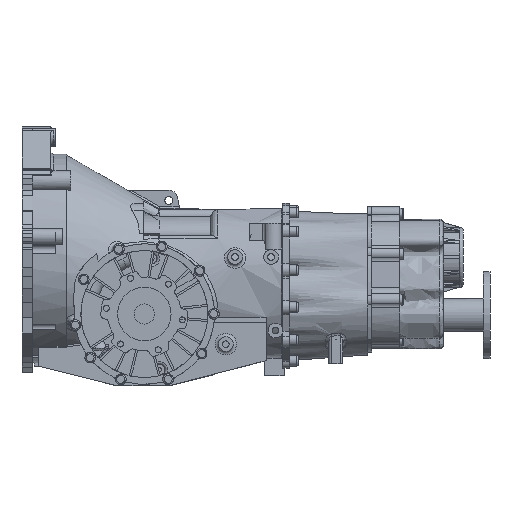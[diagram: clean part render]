
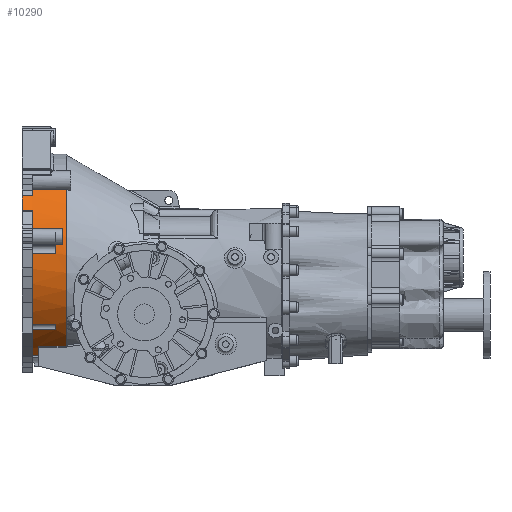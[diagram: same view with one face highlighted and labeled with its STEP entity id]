
A CAD part, left-side view. The second image highlights one B-rep face of the part: STEP entity #10290.
In plain terms, the highlighted cylindrical face has radius 156.153 mm (diameter 312.307 mm), a partial arc.
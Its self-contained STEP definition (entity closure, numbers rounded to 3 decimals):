
#7671 = VERTEX_POINT('',#7672);
#7672 = CARTESIAN_POINT('',(-116.99,-15.,103.427));
#7679 = EDGE_CURVE('',#7680,#7671,#7682,.T.);
#7680 = VERTEX_POINT('',#7681);
#7681 = CARTESIAN_POINT('',(-116.99,-66.,103.427));
#7682 = LINE('',#7683,#7684);
#7683 = CARTESIAN_POINT('',(-116.99,-66.,103.427));
#7684 = VECTOR('',#7685,1.);
#7685 = DIRECTION('',(0.,1.,0.));
#7998 = EDGE_CURVE('',#7999,#8001,#8003,.T.);
#7999 = VERTEX_POINT('',#8000);
#8000 = CARTESIAN_POINT('',(-138.966,0.,
    71.221));
#8001 = VERTEX_POINT('',#8002);
#8002 = CARTESIAN_POINT('',(-124.445,0.,
    94.326));
#8003 = CIRCLE('',#8004,156.153);
#8004 = AXIS2_PLACEMENT_3D('',#8005,#8006,#8007);
#8005 = CARTESIAN_POINT('',(0.,0.,0.));
#8006 = DIRECTION('',(0.,1.,0.));
#8007 = DIRECTION('',(-0.89,0.,0.456)
  );
#10272 = VERTEX_POINT('',#10273);
#10273 = CARTESIAN_POINT('',(-124.445,-15.,94.326));
#10279 = EDGE_CURVE('',#10272,#7671,#10280,.T.);
#10280 = CIRCLE('',#10281,156.153);
#10281 = AXIS2_PLACEMENT_3D('',#10282,#10283,#10284);
#10282 = CARTESIAN_POINT('',(0.,-15.,0.));
#10283 = DIRECTION('',(0.,1.,0.));
#10284 = DIRECTION('',(-0.797,0.,0.604
    ));
#10290 = ADVANCED_FACE('',(#10291),#10487,.T.);
#10291 = FACE_BOUND('',#10292,.T.);
#10292 = EDGE_LOOP('',(#10293,#10303,#10312,#10320,#10329,#10337,#10346,
    #10354,#10363,#10371,#10380,#10388,#10397,#10405,#10414,#10422,
    #10429,#10430,#10431,#10437,#10438,#10446,#10455,#10463,#10472,
    #10480));
#10293 = ORIENTED_EDGE('',*,*,#10294,.F.);
#10294 = EDGE_CURVE('',#10295,#10297,#10299,.T.);
#10295 = VERTEX_POINT('',#10296);
#10296 = CARTESIAN_POINT('',(-154.936,-50.,19.459));
#10297 = VERTEX_POINT('',#10298);
#10298 = CARTESIAN_POINT('',(-154.936,-15.,19.459));
#10299 = LINE('',#10300,#10301);
#10300 = CARTESIAN_POINT('',(-154.936,-50.,19.459));
#10301 = VECTOR('',#10302,1.);
#10302 = DIRECTION('',(0.,1.,0.));
#10303 = ORIENTED_EDGE('',*,*,#10304,.F.);
#10304 = EDGE_CURVE('',#10305,#10295,#10307,.T.);
#10305 = VERTEX_POINT('',#10306);
#10306 = CARTESIAN_POINT('',(-155.994,-50.,7.052));
#10307 = CIRCLE('',#10308,156.153);
#10308 = AXIS2_PLACEMENT_3D('',#10309,#10310,#10311);
#10309 = CARTESIAN_POINT('',(0.,-50.,0.));
#10310 = DIRECTION('',(0.,1.,0.));
#10311 = DIRECTION('',(-0.999,0.,
    0.045));
#10312 = ORIENTED_EDGE('',*,*,#10313,.T.);
#10313 = EDGE_CURVE('',#10305,#10314,#10316,.T.);
#10314 = VERTEX_POINT('',#10315);
#10315 = CARTESIAN_POINT('',(-155.994,-15.,7.052));
#10316 = LINE('',#10317,#10318);
#10317 = CARTESIAN_POINT('',(-155.994,-50.,7.052));
#10318 = VECTOR('',#10319,1.);
#10319 = DIRECTION('',(0.,1.,0.));
#10320 = ORIENTED_EDGE('',*,*,#10321,.F.);
#10321 = EDGE_CURVE('',#10322,#10314,#10324,.T.);
#10322 = VERTEX_POINT('',#10323);
#10323 = CARTESIAN_POINT('',(-121.222,-15.,-98.432));
#10324 = CIRCLE('',#10325,156.153);
#10325 = AXIS2_PLACEMENT_3D('',#10326,#10327,#10328);
#10326 = CARTESIAN_POINT('',(0.,-15.,0.));
#10327 = DIRECTION('',(0.,1.,0.));
#10328 = DIRECTION('',(-0.776,0.,
    -0.63));
#10329 = ORIENTED_EDGE('',*,*,#10330,.F.);
#10330 = EDGE_CURVE('',#10331,#10322,#10333,.T.);
#10331 = VERTEX_POINT('',#10332);
#10332 = CARTESIAN_POINT('',(-121.222,-50.,-98.432));
#10333 = LINE('',#10334,#10335);
#10334 = CARTESIAN_POINT('',(-121.222,-50.,-98.432));
#10335 = VECTOR('',#10336,1.);
#10336 = DIRECTION('',(0.,1.,0.));
#10337 = ORIENTED_EDGE('',*,*,#10338,.F.);
#10338 = EDGE_CURVE('',#10339,#10331,#10341,.T.);
#10339 = VERTEX_POINT('',#10340);
#10340 = CARTESIAN_POINT('',(-114.106,-50.,-106.6));
#10341 = CIRCLE('',#10342,156.153);
#10342 = AXIS2_PLACEMENT_3D('',#10343,#10344,#10345);
#10343 = CARTESIAN_POINT('',(0.,-50.,0.));
#10344 = DIRECTION('',(0.,1.,0.));
#10345 = DIRECTION('',(-0.731,0.,-0.683
    ));
#10346 = ORIENTED_EDGE('',*,*,#10347,.T.);
#10347 = EDGE_CURVE('',#10339,#10348,#10350,.T.);
#10348 = VERTEX_POINT('',#10349);
#10349 = CARTESIAN_POINT('',(-114.106,-15.,-106.6));
#10350 = LINE('',#10351,#10352);
#10351 = CARTESIAN_POINT('',(-114.106,-50.,-106.6));
#10352 = VECTOR('',#10353,1.);
#10353 = DIRECTION('',(0.,1.,0.));
#10354 = ORIENTED_EDGE('',*,*,#10355,.F.);
#10355 = EDGE_CURVE('',#10356,#10348,#10358,.T.);
#10356 = VERTEX_POINT('',#10357);
#10357 = CARTESIAN_POINT('',(-59.618,-15.,-144.325));
#10358 = CIRCLE('',#10359,156.153);
#10359 = AXIS2_PLACEMENT_3D('',#10360,#10361,#10362);
#10360 = CARTESIAN_POINT('',(0.,-15.,0.));
#10361 = DIRECTION('',(0.,1.,0.));
#10362 = DIRECTION('',(-0.382,0.,
    -0.924));
#10363 = ORIENTED_EDGE('',*,*,#10364,.F.);
#10364 = EDGE_CURVE('',#10365,#10356,#10367,.T.);
#10365 = VERTEX_POINT('',#10366);
#10366 = CARTESIAN_POINT('',(-59.618,-50.,-144.325));
#10367 = LINE('',#10368,#10369);
#10368 = CARTESIAN_POINT('',(-59.618,-50.,-144.325));
#10369 = VECTOR('',#10370,1.);
#10370 = DIRECTION('',(0.,1.,0.));
#10371 = ORIENTED_EDGE('',*,*,#10372,.F.);
#10372 = EDGE_CURVE('',#10373,#10365,#10375,.T.);
#10373 = VERTEX_POINT('',#10374);
#10374 = CARTESIAN_POINT('',(-55.805,-50.,-145.841));
#10375 = CIRCLE('',#10376,156.153);
#10376 = AXIS2_PLACEMENT_3D('',#10377,#10378,#10379);
#10377 = CARTESIAN_POINT('',(0.,-50.,0.));
#10378 = DIRECTION('',(0.,1.,0.));
#10379 = DIRECTION('',(-0.357,0.,-0.934)
  );
#10380 = ORIENTED_EDGE('',*,*,#10381,.F.);
#10381 = EDGE_CURVE('',#10382,#10373,#10384,.T.);
#10382 = VERTEX_POINT('',#10383);
#10383 = CARTESIAN_POINT('',(-55.805,-66.,-145.841));
#10384 = LINE('',#10385,#10386);
#10385 = CARTESIAN_POINT('',(-55.805,-66.,-145.841));
#10386 = VECTOR('',#10387,1.);
#10387 = DIRECTION('',(0.,1.,0.));
#10388 = ORIENTED_EDGE('',*,*,#10389,.T.);
#10389 = EDGE_CURVE('',#10382,#10390,#10392,.T.);
#10390 = VERTEX_POINT('',#10391);
#10391 = CARTESIAN_POINT('',(-80.805,-66.,-133.62));
#10392 = CIRCLE('',#10393,156.153);
#10393 = AXIS2_PLACEMENT_3D('',#10394,#10395,#10396);
#10394 = CARTESIAN_POINT('',(0.,-66.,0.));
#10395 = DIRECTION('',(0.,1.,0.));
#10396 = DIRECTION('',(-0.357,0.,-0.934)
  );
#10397 = ORIENTED_EDGE('',*,*,#10398,.T.);
#10398 = EDGE_CURVE('',#10390,#10399,#10401,.T.);
#10399 = VERTEX_POINT('',#10400);
#10400 = CARTESIAN_POINT('',(-80.805,-25.,-133.62));
#10401 = LINE('',#10402,#10403);
#10402 = CARTESIAN_POINT('',(-80.805,-66.,-133.62));
#10403 = VECTOR('',#10404,1.);
#10404 = DIRECTION('',(0.,1.,0.));
#10405 = ORIENTED_EDGE('',*,*,#10406,.T.);
#10406 = EDGE_CURVE('',#10399,#10407,#10409,.T.);
#10407 = VERTEX_POINT('',#10408);
#10408 = CARTESIAN_POINT('',(-84.805,-25.,-131.118));
#10409 = CIRCLE('',#10410,156.153);
#10410 = AXIS2_PLACEMENT_3D('',#10411,#10412,#10413);
#10411 = CARTESIAN_POINT('',(0.,-25.,0.));
#10412 = DIRECTION('',(0.,1.,0.));
#10413 = DIRECTION('',(-0.517,0.,-0.856));
#10414 = ORIENTED_EDGE('',*,*,#10415,.F.);
#10415 = EDGE_CURVE('',#10416,#10407,#10418,.T.);
#10416 = VERTEX_POINT('',#10417);
#10417 = CARTESIAN_POINT('',(-84.805,-66.,-131.118));
#10418 = LINE('',#10419,#10420);
#10419 = CARTESIAN_POINT('',(-84.805,-66.,-131.118));
#10420 = VECTOR('',#10421,1.);
#10421 = DIRECTION('',(0.,1.,0.));
#10422 = ORIENTED_EDGE('',*,*,#10423,.T.);
#10423 = EDGE_CURVE('',#10416,#7680,#10424,.T.);
#10424 = CIRCLE('',#10425,156.153);
#10425 = AXIS2_PLACEMENT_3D('',#10426,#10427,#10428);
#10426 = CARTESIAN_POINT('',(0.,-66.,0.));
#10427 = DIRECTION('',(0.,1.,0.));
#10428 = DIRECTION('',(-0.543,0.,-0.84)
  );
#10429 = ORIENTED_EDGE('',*,*,#7679,.T.);
#10430 = ORIENTED_EDGE('',*,*,#10279,.F.);
#10431 = ORIENTED_EDGE('',*,*,#10432,.T.);
#10432 = EDGE_CURVE('',#10272,#8001,#10433,.T.);
#10433 = LINE('',#10434,#10435);
#10434 = CARTESIAN_POINT('',(-124.445,-15.,94.326));
#10435 = VECTOR('',#10436,1.);
#10436 = DIRECTION('',(0.,1.,0.));
#10437 = ORIENTED_EDGE('',*,*,#7998,.F.);
#10438 = ORIENTED_EDGE('',*,*,#10439,.F.);
#10439 = EDGE_CURVE('',#10440,#7999,#10442,.T.);
#10440 = VERTEX_POINT('',#10441);
#10441 = CARTESIAN_POINT('',(-138.966,-15.,71.221));
#10442 = LINE('',#10443,#10444);
#10443 = CARTESIAN_POINT('',(-138.966,-15.,71.221));
#10444 = VECTOR('',#10445,1.);
#10445 = DIRECTION('',(0.,1.,0.));
#10446 = ORIENTED_EDGE('',*,*,#10447,.F.);
#10447 = EDGE_CURVE('',#10448,#10440,#10450,.T.);
#10448 = VERTEX_POINT('',#10449);
#10449 = CARTESIAN_POINT('',(-151.708,-15.,36.995));
#10450 = CIRCLE('',#10451,156.153);
#10451 = AXIS2_PLACEMENT_3D('',#10452,#10453,#10454);
#10452 = CARTESIAN_POINT('',(0.,-15.,0.));
#10453 = DIRECTION('',(0.,1.,0.));
#10454 = DIRECTION('',(-0.972,0.,0.237
    ));
#10455 = ORIENTED_EDGE('',*,*,#10456,.F.);
#10456 = EDGE_CURVE('',#10457,#10448,#10459,.T.);
#10457 = VERTEX_POINT('',#10458);
#10458 = CARTESIAN_POINT('',(-151.708,-60.,36.995));
#10459 = LINE('',#10460,#10461);
#10460 = CARTESIAN_POINT('',(-151.708,-60.,36.995));
#10461 = VECTOR('',#10462,1.);
#10462 = DIRECTION('',(0.,1.,0.));
#10463 = ORIENTED_EDGE('',*,*,#10464,.F.);
#10464 = EDGE_CURVE('',#10465,#10457,#10467,.T.);
#10465 = VERTEX_POINT('',#10466);
#10466 = CARTESIAN_POINT('',(-154.245,-60.,24.336));
#10467 = CIRCLE('',#10468,156.153);
#10468 = AXIS2_PLACEMENT_3D('',#10469,#10470,#10471);
#10469 = CARTESIAN_POINT('',(0.,-60.,0.));
#10470 = DIRECTION('',(0.,1.,0.));
#10471 = DIRECTION('',(-0.988,0.,0.156)
  );
#10472 = ORIENTED_EDGE('',*,*,#10473,.T.);
#10473 = EDGE_CURVE('',#10465,#10474,#10476,.T.);
#10474 = VERTEX_POINT('',#10475);
#10475 = CARTESIAN_POINT('',(-154.245,-15.,24.336));
#10476 = LINE('',#10477,#10478);
#10477 = CARTESIAN_POINT('',(-154.245,-60.,24.336));
#10478 = VECTOR('',#10479,1.);
#10479 = DIRECTION('',(0.,1.,0.));
#10480 = ORIENTED_EDGE('',*,*,#10481,.F.);
#10481 = EDGE_CURVE('',#10297,#10474,#10482,.T.);
#10482 = CIRCLE('',#10483,156.153);
#10483 = AXIS2_PLACEMENT_3D('',#10484,#10485,#10486);
#10484 = CARTESIAN_POINT('',(0.,-15.,0.));
#10485 = DIRECTION('',(0.,1.,0.));
#10486 = DIRECTION('',(-0.992,0.,
    0.125));
#10487 = CYLINDRICAL_SURFACE('',#10488,156.153);
#10488 = AXIS2_PLACEMENT_3D('',#10489,#10490,#10491);
#10489 = CARTESIAN_POINT('',(0.,-66.,0.));
#10490 = DIRECTION('',(0.,1.,0.));
#10491 = DIRECTION('',(-1.,0.,0.));
